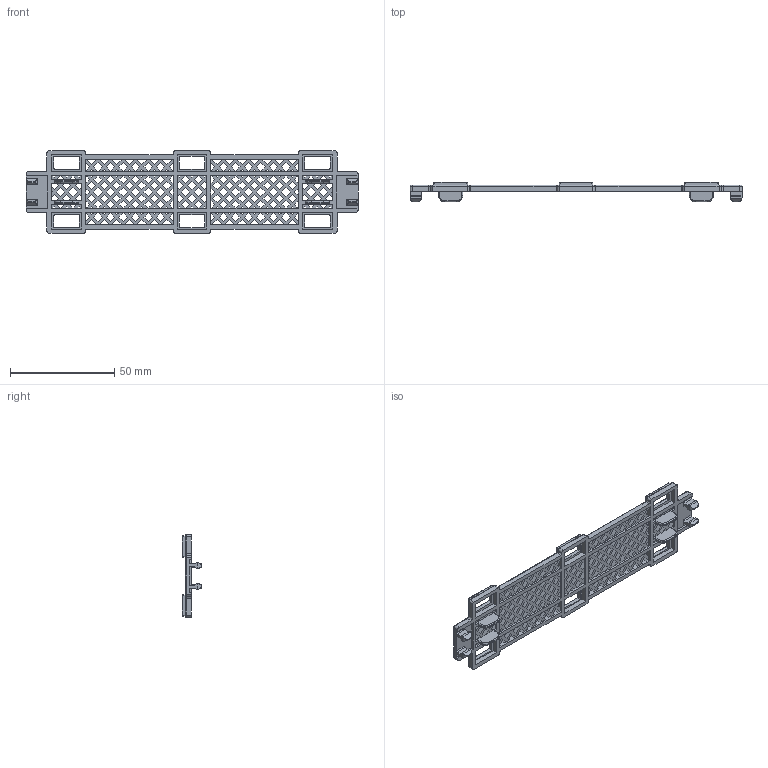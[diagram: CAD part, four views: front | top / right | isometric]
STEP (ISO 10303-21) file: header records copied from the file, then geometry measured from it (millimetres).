
FILE_DESCRIPTION (( 'STEP AP203' ), '1' );
FILE_NAME ('10-00315d.step', '2014-04-13T23:20:46', ( 'Nicholas Morozovsky' ), ( '' ), 'SwSTEP 2.0', 'SolidWorks 2012', '' );
FILE_SCHEMA (( 'CONFIG_CONTROL_DESIGN' ));
Length unit declared in the file: millimetre
Products named in the file (1): 10-00315d
Bounding box: 159 x 9.5 x 39.5 mm (x, y, z)
Volume: 9690.8 mm3; surface area: 16619.1 mm2
Topology: 1 solids, 1 shells, 1567 faces, 4884 edges, 3116 vertices
Faces by surface type: plane 1207, cylinder 268, torus 92
Entity records: 54335 total; most frequent: ORIENTED_EDGE 9768, CARTESIAN_POINT 9616, DIRECTION 8640, EDGE_CURVE 4884, LINE 4232, VECTOR 4232, VERTEX_POINT 3116, AXIS2_PLACEMENT_3D 2204
